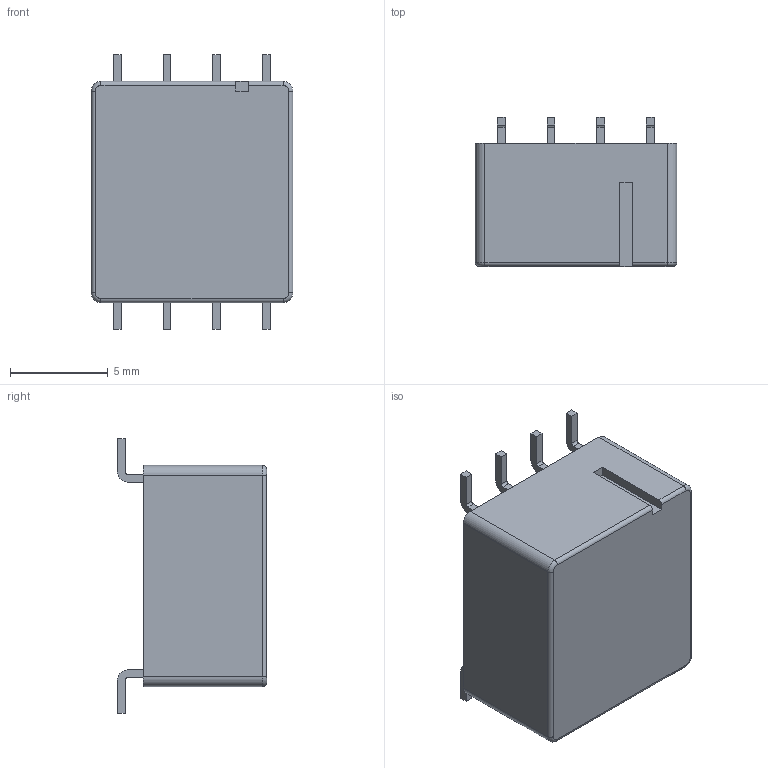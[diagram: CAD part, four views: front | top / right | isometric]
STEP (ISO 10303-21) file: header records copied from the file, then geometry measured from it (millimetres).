
FILE_DESCRIPTION((''),'2;1');
FILE_NAME('YT-35636_V1_ASM','2021-03-16T13:04:08',('rachelchao'),(''),'CREO PARAMETRIC BY PTC INC, 2020154','CREO PARAMETRIC BY PTC INC, 2020154','');
FILE_SCHEMA(('CONFIG_CONTROL_DESIGN'));
Length unit declared in the file: millimetre
Products named in the file (3): YT-35636_CASE_V1; YT-35636_PIN_V1; YT-35636_V1_ASM
Assembly tree (3 placements, depth 2):
  YT-35636_V1_ASM
    YT-35636_CASE_V1
    YT-35636_PIN_V1  x2
Bounding box: 10.3 x 7.62 x 14.02 mm (x, y, z)
Volume: 312 mm3; surface area: 739.3 mm2
Topology: 9 solids, 9 shells, 144 faces, 359 edges, 234 vertices
Faces by surface type: plane 103, cylinder 33, torus 8
Entity records: 3187 total; most frequent: CARTESIAN_POINT 543, DIRECTION 541, ORIENTED_EDGE 526, EDGE_CURVE 263, VECTOR 205, LINE 205, VERTEX_POINT 170, AXIS2_PLACEMENT_3D 168
